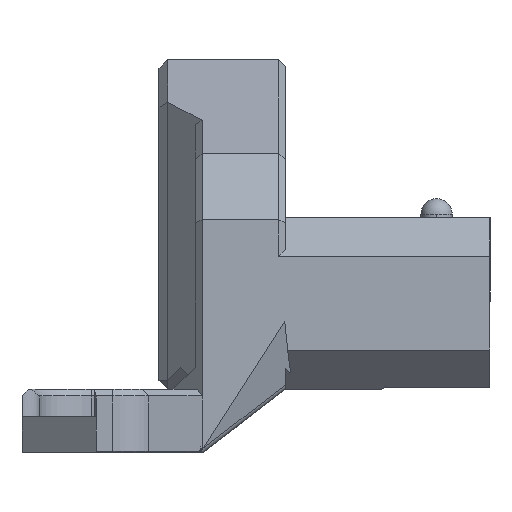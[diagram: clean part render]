
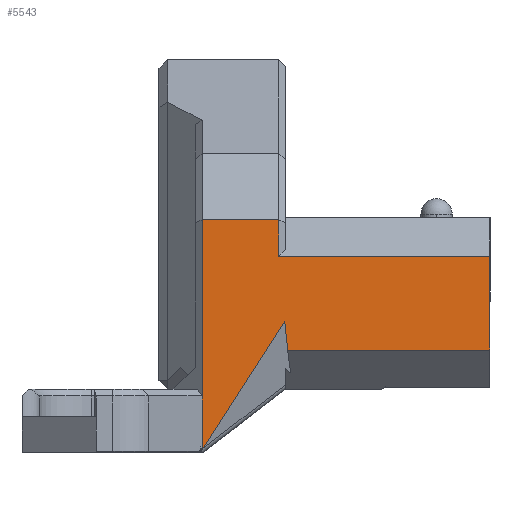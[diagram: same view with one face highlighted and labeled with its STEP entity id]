
A CAD part, left-side view. The second image highlights one B-rep face of the part: STEP entity #5543.
In plain terms, the highlighted planar face has unit normal (-1, 0, 0).
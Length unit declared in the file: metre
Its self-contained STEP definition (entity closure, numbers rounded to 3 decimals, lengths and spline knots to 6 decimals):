
#141 = AXIS2_PLACEMENT_3D ( 'NONE', #5656, #7825, #5700 ) ;
#190 = DIRECTION ( 'NONE',  ( 0., 0., -1. ) ) ;
#203 = LINE ( 'NONE', #3545, #4226 ) ;
#464 = LINE ( 'NONE', #5268, #5100 ) ;
#612 = CARTESIAN_POINT ( 'NONE',  ( -0.0195, 0.007724, 0.010899 ) ) ;
#629 = VERTEX_POINT ( 'NONE', #4501 ) ;
#663 = LINE ( 'NONE', #2198, #6754 ) ;
#707 = CARTESIAN_POINT ( 'NONE',  ( -0.0195, 0.010658, 0.004373 ) ) ;
#1029 = VERTEX_POINT ( 'NONE', #3152 ) ;
#1099 = EDGE_CURVE ( 'NONE', #629, #8611, #464, .T. ) ;
#1190 = CARTESIAN_POINT ( 'NONE',  ( -0.0195, 0.015509, -0.001279 ) ) ;
#1237 = CARTESIAN_POINT ( 'NONE',  ( -0.0195, 0.015584, -0.001386 ) ) ;
#1253 = ORIENTED_EDGE ( 'NONE', *, *, #3049, .T. ) ;
#1314 = DIRECTION ( 'NONE',  ( 0., 1., 0. ) ) ;
#1340 = VERTEX_POINT ( 'NONE', #1500 ) ;
#1500 = CARTESIAN_POINT ( 'NONE',  ( -0.0195, 0.011183, 0.01189 ) ) ;
#1508 = VECTOR ( 'NONE', #3472, 1. ) ;
#1570 = CARTESIAN_POINT ( 'NONE',  ( -0.0195, 0.011402, 0.009773 ) ) ;
#1627 = LINE ( 'NONE', #3718, #6535 ) ;
#1641 = ORIENTED_EDGE ( 'NONE', *, *, #7754, .T. ) ;
#1689 = EDGE_CURVE ( 'NONE', #4388, #3137, #203, .T. ) ;
#2180 = ORIENTED_EDGE ( 'NONE', *, *, #7527, .T. ) ;
#2198 = CARTESIAN_POINT ( 'NONE',  ( -0.0195, 0.004998, 0.01189 ) ) ;
#2202 = EDGE_CURVE ( 'NONE', #4331, #4388, #7764, .T. ) ;
#2206 = DIRECTION ( 'NONE',  ( 0., -1., 0. ) ) ;
#2401 = ORIENTED_EDGE ( 'NONE', *, *, #3658, .T. ) ;
#2492 = CARTESIAN_POINT ( 'NONE',  ( -0.0195, 0.015531, -0.001313 ) ) ;
#2568 = EDGE_LOOP ( 'NONE', ( #6351, #1641, #2401, #1253, #5144, #8049, #7259, #3182, #2180, #8212 ) ) ;
#2717 = DIRECTION ( 'NONE',  ( 0., -0.539, 0.843 ) ) ;
#2719 =( BOUNDED_CURVE ( )  B_SPLINE_CURVE ( 3, ( #1237, #8669, #2492, #1190 ),
 .UNSPECIFIED., .F., .T. ) 
 B_SPLINE_CURVE_WITH_KNOTS ( ( 4, 4 ),
 ( 5.592473, 5.71465 ),
 .UNSPECIFIED. ) 
 CURVE ( )  GEOMETRIC_REPRESENTATION_ITEM ( )  RATIONAL_B_SPLINE_CURVE ( ( 1., 0.999, 0.999, 1. ) ) 
 REPRESENTATION_ITEM ( '' )  );
#3049 = EDGE_CURVE ( 'NONE', #6891, #8611, #1627, .T. ) ;
#3137 = VERTEX_POINT ( 'NONE', #7222 ) ;
#3152 = CARTESIAN_POINT ( 'NONE',  ( -0.0195, 0.011183, 0.009773 ) ) ;
#3182 = ORIENTED_EDGE ( 'NONE', *, *, #3966, .T. ) ;
#3472 = DIRECTION ( 'NONE',  ( 0., 0., 1. ) ) ;
#3488 = LINE ( 'NONE', #7600, #4467 ) ;
#3522 = VERTEX_POINT ( 'NONE', #3665 ) ;
#3540 = VECTOR ( 'NONE', #4341, 1. ) ;
#3545 = CARTESIAN_POINT ( 'NONE',  ( -0.0195, 0.015584, 0.008731 ) ) ;
#3658 = EDGE_CURVE ( 'NONE', #3522, #6891, #3878, .T. ) ;
#3665 = CARTESIAN_POINT ( 'NONE',  ( -0.0195, 0.015509, -0.001279 ) ) ;
#3679 = VECTOR ( 'NONE', #2717, 1. ) ;
#3718 = CARTESIAN_POINT ( 'NONE',  ( -0.0195, 0.011098, 0.008686 ) ) ;
#3878 = LINE ( 'NONE', #612, #3679 ) ;
#3966 = EDGE_CURVE ( 'NONE', #1029, #1340, #6879, .T. ) ;
#4084 = CARTESIAN_POINT ( 'NONE',  ( -0.0195, 0.011183, 0.01189 ) ) ;
#4188 = DIRECTION ( 'NONE',  ( 0., 1., 0. ) ) ;
#4226 = VECTOR ( 'NONE', #7611, 1. ) ;
#4331 = VERTEX_POINT ( 'NONE', #5640 ) ;
#4341 = DIRECTION ( 'NONE',  ( 0., 0., 1. ) ) ;
#4376 = LINE ( 'NONE', #1570, #8771 ) ;
#4388 = VERTEX_POINT ( 'NONE', #5732 ) ;
#4467 = VECTOR ( 'NONE', #190, 1. ) ;
#4501 = CARTESIAN_POINT ( 'NONE',  ( -0.0195, -0.001016, 0.004373 ) ) ;
#4880 = CARTESIAN_POINT ( 'NONE',  ( -0.0195, 0.015584, -0.004597 ) ) ;
#4990 = PLANE ( 'NONE',  #141 ) ;
#5077 = FACE_OUTER_BOUND ( 'NONE', #2568, .T. ) ;
#5100 = VECTOR ( 'NONE', #1314, 1. ) ;
#5144 = ORIENTED_EDGE ( 'NONE', *, *, #1099, .F. ) ;
#5268 = CARTESIAN_POINT ( 'NONE',  ( -0.0195, 0.009802, 0.004373 ) ) ;
#5543 = ADVANCED_FACE ( 'NONE', ( #5077 ), #4990, .T. ) ;
#5640 = CARTESIAN_POINT ( 'NONE',  ( -0.0195, 0.015584, -0.001386 ) ) ;
#5656 = CARTESIAN_POINT ( 'NONE',  ( -0.0195, 0.005202, 0.009288 ) ) ;
#5700 = DIRECTION ( 'NONE',  ( 0., 0., 1. ) ) ;
#5732 = CARTESIAN_POINT ( 'NONE',  ( -0.0195, 0.015584, 0.001723 ) ) ;
#6000 = EDGE_CURVE ( 'NONE', #1029, #6158, #4376, .T. ) ;
#6158 = VERTEX_POINT ( 'NONE', #7379 ) ;
#6351 = ORIENTED_EDGE ( 'NONE', *, *, #2202, .F. ) ;
#6503 = DIRECTION ( 'NONE',  ( 0., -0.102, -0.995 ) ) ;
#6535 = VECTOR ( 'NONE', #6503, 1. ) ;
#6754 = VECTOR ( 'NONE', #4188, 1. ) ;
#6879 = LINE ( 'NONE', #4084, #3540 ) ;
#6891 = VERTEX_POINT ( 'NONE', #7135 ) ;
#7135 = CARTESIAN_POINT ( 'NONE',  ( -0.0195, 0.010828, 0.006043 ) ) ;
#7222 = CARTESIAN_POINT ( 'NONE',  ( -0.0195, 0.015584, 0.01189 ) ) ;
#7259 = ORIENTED_EDGE ( 'NONE', *, *, #6000, .F. ) ;
#7379 = CARTESIAN_POINT ( 'NONE',  ( -0.0195, -0.001016, 0.009773 ) ) ;
#7527 = EDGE_CURVE ( 'NONE', #1340, #3137, #663, .T. ) ;
#7600 = CARTESIAN_POINT ( 'NONE',  ( -0.0195, -0.001016, 0.004373 ) ) ;
#7611 = DIRECTION ( 'NONE',  ( 0., 0., 1. ) ) ;
#7754 = EDGE_CURVE ( 'NONE', #4331, #3522, #2719, .T. ) ;
#7764 = LINE ( 'NONE', #4880, #1508 ) ;
#7825 = DIRECTION ( 'NONE',  ( -1., 0., 0. ) ) ;
#8049 = ORIENTED_EDGE ( 'NONE', *, *, #8204, .F. ) ;
#8204 = EDGE_CURVE ( 'NONE', #6158, #629, #3488, .T. ) ;
#8212 = ORIENTED_EDGE ( 'NONE', *, *, #1689, .F. ) ;
#8611 = VERTEX_POINT ( 'NONE', #707 ) ;
#8669 = CARTESIAN_POINT ( 'NONE',  ( -0.0195, 0.015556, -0.001349 ) ) ;
#8771 = VECTOR ( 'NONE', #2206, 1. ) ;
